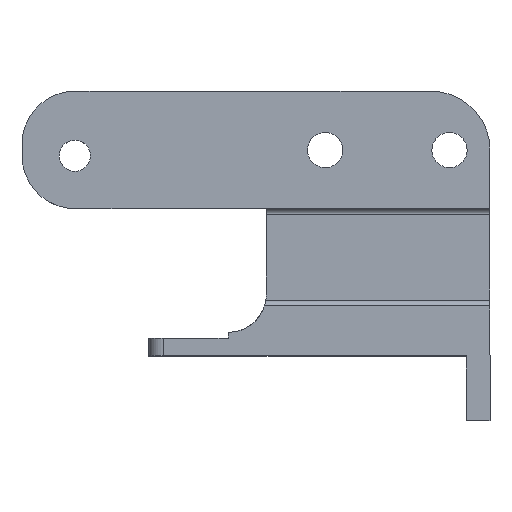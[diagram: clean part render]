
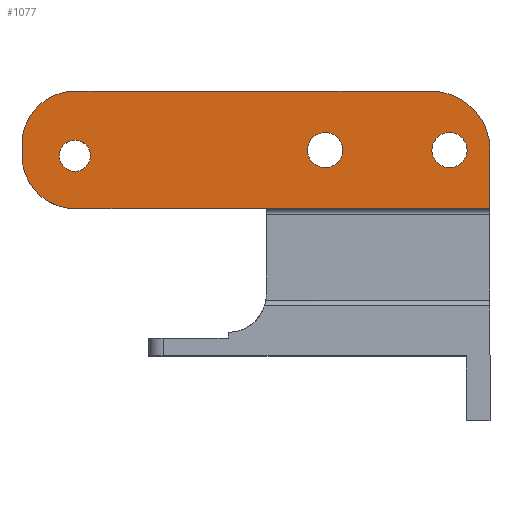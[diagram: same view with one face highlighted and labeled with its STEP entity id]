
A CAD part, top view. The second image highlights one B-rep face of the part: STEP entity #1077.
In plain terms, the highlighted planar face has unit normal (0, 0, 1).
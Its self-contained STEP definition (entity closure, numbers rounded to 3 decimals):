
#44=FACE_BOUND('',#142,.T.);
#45=FACE_BOUND('',#143,.T.);
#46=FACE_BOUND('',#144,.T.);
#79=FACE_OUTER_BOUND('',#141,.T.);
#141=EDGE_LOOP('',(#901,#902,#903,#904,#905,#906,#907,#908,#909));
#142=EDGE_LOOP('',(#910));
#143=EDGE_LOOP('',(#911));
#144=EDGE_LOOP('',(#912));
#194=CIRCLE('',#1177,9.);
#195=CIRCLE('',#1178,9.);
#196=CIRCLE('',#1179,10.);
#197=CIRCLE('',#1180,2.65);
#198=CIRCLE('',#1181,3.);
#199=CIRCLE('',#1182,3.);
#237=LINE('',#1605,#355);
#296=LINE('',#1770,#414);
#298=LINE('',#1777,#416);
#299=LINE('',#1781,#417);
#300=LINE('',#1784,#418);
#301=LINE('',#1787,#419);
#355=VECTOR('',#1280,10.);
#414=VECTOR('',#1423,10.);
#416=VECTOR('',#1431,10.);
#417=VECTOR('',#1434,10.);
#418=VECTOR('',#1437,10.);
#419=VECTOR('',#1440,10.);
#475=VERTEX_POINT('',#1602);
#476=VERTEX_POINT('',#1604);
#507=VERTEX_POINT('',#1694);
#531=VERTEX_POINT('',#1775);
#532=VERTEX_POINT('',#1776);
#533=VERTEX_POINT('',#1778);
#534=VERTEX_POINT('',#1780);
#535=VERTEX_POINT('',#1782);
#536=VERTEX_POINT('',#1785);
#537=VERTEX_POINT('',#1788);
#538=VERTEX_POINT('',#1790);
#539=VERTEX_POINT('',#1792);
#585=EDGE_CURVE('',#476,#475,#237,.T.);
#666=EDGE_CURVE('',#507,#476,#296,.T.);
#668=EDGE_CURVE('',#531,#532,#298,.T.);
#669=EDGE_CURVE('',#533,#531,#194,.T.);
#670=EDGE_CURVE('',#534,#533,#299,.T.);
#671=EDGE_CURVE('',#535,#534,#195,.T.);
#672=EDGE_CURVE('',#535,#507,#300,.T.);
#673=EDGE_CURVE('',#536,#475,#196,.T.);
#674=EDGE_CURVE('',#532,#536,#301,.T.);
#675=EDGE_CURVE('',#537,#537,#197,.T.);
#676=EDGE_CURVE('',#538,#538,#198,.T.);
#677=EDGE_CURVE('',#539,#539,#199,.T.);
#901=ORIENTED_EDGE('',*,*,#668,.F.);
#902=ORIENTED_EDGE('',*,*,#669,.F.);
#903=ORIENTED_EDGE('',*,*,#670,.F.);
#904=ORIENTED_EDGE('',*,*,#671,.F.);
#905=ORIENTED_EDGE('',*,*,#672,.T.);
#906=ORIENTED_EDGE('',*,*,#666,.T.);
#907=ORIENTED_EDGE('',*,*,#585,.T.);
#908=ORIENTED_EDGE('',*,*,#673,.F.);
#909=ORIENTED_EDGE('',*,*,#674,.F.);
#910=ORIENTED_EDGE('',*,*,#675,.F.);
#911=ORIENTED_EDGE('',*,*,#676,.T.);
#912=ORIENTED_EDGE('',*,*,#677,.T.);
#1031=PLANE('',#1176);
#1077=ADVANCED_FACE('',(#79,#44,#45,#46),#1031,.F.);
#1176=AXIS2_PLACEMENT_3D('',#1774,#1429,#1430);
#1177=AXIS2_PLACEMENT_3D('',#1779,#1432,#1433);
#1178=AXIS2_PLACEMENT_3D('',#1783,#1435,#1436);
#1179=AXIS2_PLACEMENT_3D('',#1786,#1438,#1439);
#1180=AXIS2_PLACEMENT_3D('',#1789,#1441,#1442);
#1181=AXIS2_PLACEMENT_3D('',#1791,#1443,#1444);
#1182=AXIS2_PLACEMENT_3D('',#1793,#1445,#1446);
#1280=DIRECTION('',(0.,1.,0.));
#1423=DIRECTION('',(1.,0.,0.));
#1429=DIRECTION('center_axis',(0.,0.,-1.));
#1430=DIRECTION('ref_axis',(-1.,0.,0.));
#1431=DIRECTION('',(1.,0.,0.));
#1432=DIRECTION('center_axis',(0.,0.,-1.));
#1433=DIRECTION('ref_axis',(-0.707,0.707,0.));
#1434=DIRECTION('',(0.,1.,0.));
#1435=DIRECTION('center_axis',(0.,0.,-1.));
#1436=DIRECTION('ref_axis',(-0.707,-0.707,0.));
#1437=DIRECTION('',(1.,0.,0.));
#1438=DIRECTION('center_axis',(0.,0.,-1.));
#1439=DIRECTION('ref_axis',(0.707,0.707,0.));
#1440=DIRECTION('',(1.,0.,0.));
#1441=DIRECTION('center_axis',(0.,0.,1.));
#1442=DIRECTION('ref_axis',(-1.,0.,0.));
#1443=DIRECTION('center_axis',(0.,0.,-1.));
#1444=DIRECTION('ref_axis',(-1.,0.,0.));
#1445=DIRECTION('center_axis',(0.,0.,-1.));
#1446=DIRECTION('ref_axis',(-1.,0.,0.));
#1602=CARTESIAN_POINT('',(291.914,96.5,80.5));
#1604=CARTESIAN_POINT('',(291.914,86.54,80.5));
#1605=CARTESIAN_POINT('',(291.914,101.5,80.5));
#1694=CARTESIAN_POINT('',(253.876,86.54,80.5));
#1770=CARTESIAN_POINT('',(266.376,86.54,80.5));
#1774=CARTESIAN_POINT('Origin',(278.876,96.5,80.5));
#1775=CARTESIAN_POINT('',(221.327,106.5,80.5));
#1776=CARTESIAN_POINT('',(248.,106.5,80.5));
#1777=CARTESIAN_POINT('',(228.813,106.5,80.5));
#1778=CARTESIAN_POINT('',(212.327,97.5,80.5));
#1779=CARTESIAN_POINT('Origin',(221.327,97.5,80.5));
#1780=CARTESIAN_POINT('',(212.327,95.54,80.5));
#1781=CARTESIAN_POINT('',(212.327,101.535,80.5));
#1782=CARTESIAN_POINT('',(221.327,86.54,80.5));
#1783=CARTESIAN_POINT('Origin',(221.327,95.54,80.5));
#1784=CARTESIAN_POINT('',(266.376,86.54,80.5));
#1785=CARTESIAN_POINT('',(281.914,106.5,80.5));
#1786=CARTESIAN_POINT('Origin',(281.914,96.5,80.5));
#1787=CARTESIAN_POINT('',(266.376,106.5,80.5));
#1788=CARTESIAN_POINT('',(223.977,95.54,80.5));
#1789=CARTESIAN_POINT('Origin',(221.327,95.54,80.5));
#1790=CARTESIAN_POINT('',(266.876,96.5,80.5));
#1791=CARTESIAN_POINT('Origin',(263.876,96.5,80.5));
#1792=CARTESIAN_POINT('',(288.028,96.5,80.5));
#1793=CARTESIAN_POINT('Origin',(285.028,96.5,80.5));
